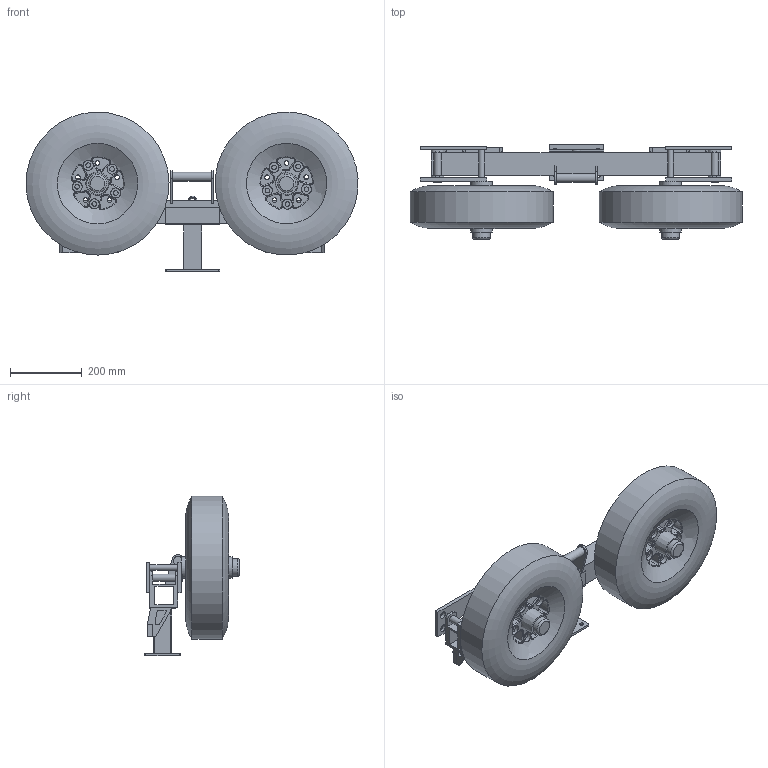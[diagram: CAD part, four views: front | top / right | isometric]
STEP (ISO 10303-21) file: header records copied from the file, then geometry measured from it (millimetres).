
FILE_DESCRIPTION((''),'2;1');
FILE_NAME('405 695.stp','2014-06-24T09:14:00',('hasch1kl'),(''),'Autodesk Inventor 2011','Autodesk Inventor 2011','');
FILE_SCHEMA(('AUTOMOTIVE_DESIGN { 1 0 10303 214 1 1 1 1 }'));
Length unit declared in the file: millimetre
Products named in the file (18): 405 695; Rahmen gesamt; Rahmen; Achsaufnahme; SFL15x35x135; Rippe; Mechanik gesamt; Mechanik; Achse klein; Radnabe; Rad; Mechanik gesamt gespiegelt; Mechanik_MIR; Achse klein_MIR; Griff gesamt; Halter Wange; Griff
Assembly tree (26 placements, depth 4):
  405 695
    405 695
    Rahmen gesamt
      Rahmen
      Achsaufnahme  x2
        SFL15x35x135
        Rippe
      Mechanik gesamt
        Mechanik  x2
        Achse klein
      Radnabe  x2
      Rad  x2
      Mechanik gesamt gespiegelt
        Mechanik_MIR  x2
        Achse klein_MIR
      Griff gesamt
        Halter Wange  x2
        Griff
Bounding box: 928.49 x 264.5 x 446.98 mm (x, y, z)
Volume: 26665295.8 mm3; surface area: 1813296.6 mm2
Topology: 25 solids, 26 shells, 1081 faces, 2705 edges, 1610 vertices
Faces by surface type: plane 348, cylinder 325, bspline 294, torus 102, cone 12
Full cylindrical faces by diameter (mm): 11 x4, 12 x6, 13 x20, 16 x2, 20 x18, 25 x3, 28 x10, 32 x6, 50 x2, 60 x2, 147 x2, 150 x2, 200 x2, 225 x2, 400 x2
Entity records: 20412 total; most frequent: CARTESIAN_POINT 8336, ORIENTED_EDGE 2374, DIRECTION 2320, EDGE_CURVE 1187, AXIS2_PLACEMENT_3D 943, VERTEX_POINT 757, EDGE_LOOP 676, FACE_OUTER_BOUND 532
